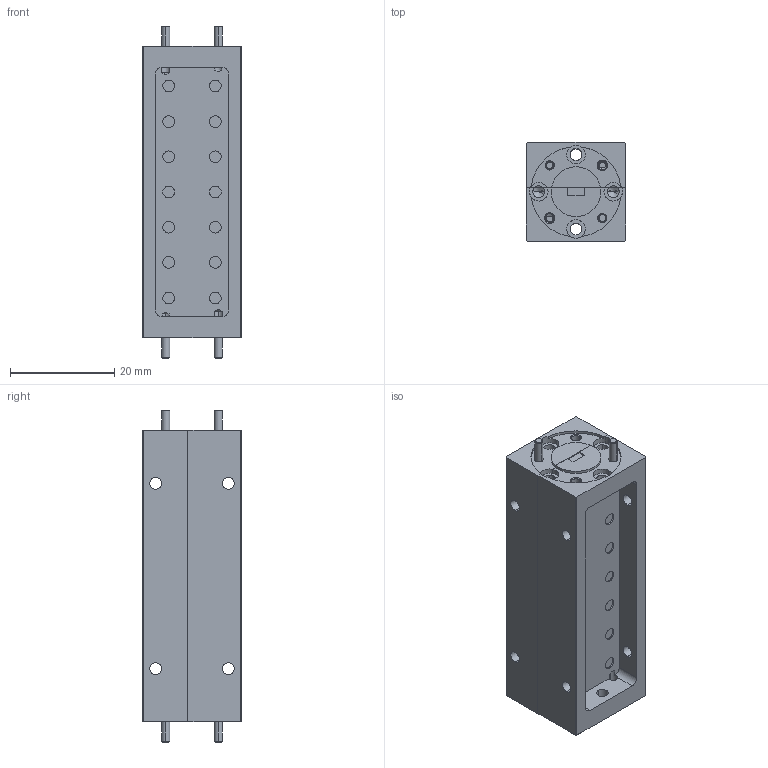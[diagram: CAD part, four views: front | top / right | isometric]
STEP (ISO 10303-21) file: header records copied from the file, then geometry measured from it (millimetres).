
FILE_DESCRIPTION (( 'STEP AP203' ), '1' );
FILE_NAME ('DMWF-12-101-LA1 DF.STEP', '2019-06-19T19:35:27', ( '' ), ( '' ), 'SwSTEP 2.0', 'SolidWorks 2016', '' );
FILE_SCHEMA (( 'CONFIG_CONTROL_DESIGN' ));
Length unit declared in the file: inch
Products named in the file (1): DMWF-12-101-LA1 DF
Bounding box: 19.05 x 19.05 x 63.63 mm (x, y, z)
Volume: 13174.4 mm3; surface area: 10327 mm2
Topology: 6 solids, 6 shells, 606 faces, 1386 edges, 832 vertices
Faces by surface type: cone 210, plane 202, cylinder 194
Entity records: 17561 total; most frequent: CARTESIAN_POINT 3613, DIRECTION 3062, ORIENTED_EDGE 2756, EDGE_CURVE 1378, AXIS2_PLACEMENT_3D 1213, VERTEX_POINT 832, EDGE_LOOP 694, LINE 636
